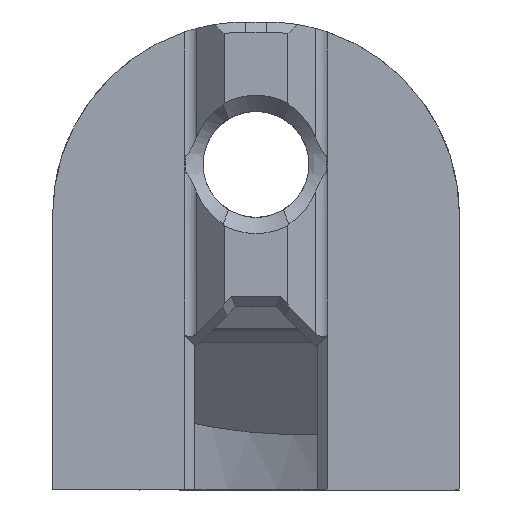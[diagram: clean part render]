
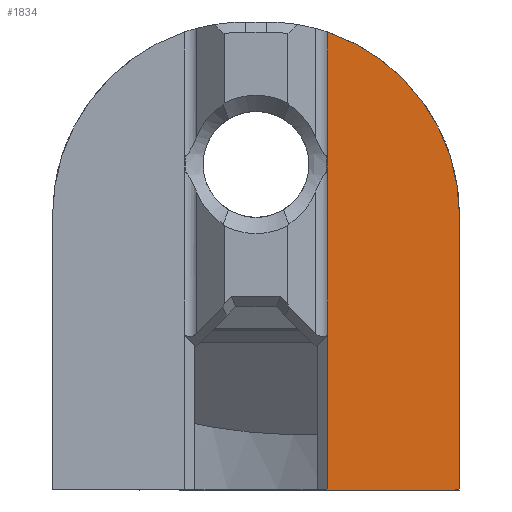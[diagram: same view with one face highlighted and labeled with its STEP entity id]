
A CAD part, left-side view. The second image highlights one B-rep face of the part: STEP entity #1834.
In plain terms, the highlighted planar face has unit normal (-1, 0, 0).
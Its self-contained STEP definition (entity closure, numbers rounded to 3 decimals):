
#178=PLANE('',#1991);
#242=FACE_OUTER_BOUND('',#353,.T.);
#353=EDGE_LOOP('',(#1445,#1446,#1447,#1448,#1449,#1450,#1451));
#450=LINE('',#2714,#580);
#452=LINE('',#2740,#582);
#456=LINE('',#2748,#586);
#457=LINE('',#2775,#587);
#504=LINE('',#3152,#634);
#505=LINE('',#3153,#635);
#580=VECTOR('',#2149,10.);
#582=VECTOR('',#2155,10.);
#586=VECTOR('',#2161,10.);
#587=VECTOR('',#2164,10.);
#634=VECTOR('',#2309,10.);
#635=VECTOR('',#2310,10.);
#699=CIRCLE('',#1989,9.5);
#794=VERTEX_POINT('',#2682);
#796=VERTEX_POINT('',#2695);
#797=VERTEX_POINT('',#2716);
#800=VERTEX_POINT('',#2738);
#803=VERTEX_POINT('',#2746);
#861=VERTEX_POINT('',#3128);
#867=VERTEX_POINT('',#3151);
#981=EDGE_CURVE('',#796,#794,#450,.T.);
#985=EDGE_CURVE('',#800,#797,#452,.T.);
#989=EDGE_CURVE('',#803,#800,#456,.T.);
#991=EDGE_CURVE('',#797,#796,#457,.T.);
#1074=EDGE_CURVE('',#794,#861,#699,.T.);
#1081=EDGE_CURVE('',#867,#803,#504,.T.);
#1082=EDGE_CURVE('',#867,#861,#505,.T.);
#1445=ORIENTED_EDGE('',*,*,#989,.F.);
#1446=ORIENTED_EDGE('',*,*,#1081,.F.);
#1447=ORIENTED_EDGE('',*,*,#1082,.T.);
#1448=ORIENTED_EDGE('',*,*,#1074,.F.);
#1449=ORIENTED_EDGE('',*,*,#981,.F.);
#1450=ORIENTED_EDGE('',*,*,#991,.F.);
#1451=ORIENTED_EDGE('',*,*,#985,.F.);
#1834=ADVANCED_FACE('',(#242),#178,.T.);
#1989=AXIS2_PLACEMENT_3D('',#3129,#2301,#2302);
#1991=AXIS2_PLACEMENT_3D('',#3150,#2307,#2308);
#2149=DIRECTION('',(0.,0.,1.));
#2155=DIRECTION('',(0.,0.,1.));
#2161=DIRECTION('',(0.,0.,1.));
#2164=DIRECTION('',(0.,0.,1.));
#2301=DIRECTION('center_axis',(1.,0.,0.));
#2302=DIRECTION('ref_axis',(0.,-0.707,0.707));
#2307=DIRECTION('center_axis',(-1.,0.,0.));
#2308=DIRECTION('ref_axis',(0.,-1.,0.));
#2309=DIRECTION('',(0.,1.,0.));
#2310=DIRECTION('',(0.,0.,1.));
#2682=CARTESIAN_POINT('',(10.,267.,674.014));
#2695=CARTESIAN_POINT('',(10.,267.,667.932));
#2714=CARTESIAN_POINT('',(10.,267.,652.5));
#2716=CARTESIAN_POINT('',(10.,267.,667.068));
#2738=CARTESIAN_POINT('',(10.,267.,659.107));
#2740=CARTESIAN_POINT('',(10.,267.,652.5));
#2746=CARTESIAN_POINT('',(10.,267.,651.5));
#2748=CARTESIAN_POINT('',(10.,267.,652.5));
#2775=CARTESIAN_POINT('',(10.,267.,652.5));
#3128=CARTESIAN_POINT('',(10.,260.5,665.));
#3129=CARTESIAN_POINT('Origin',(10.,270.,665.));
#3150=CARTESIAN_POINT('Origin',(10.,267.5,653.5));
#3151=CARTESIAN_POINT('',(10.,260.5,651.5));
#3152=CARTESIAN_POINT('',(10.,280.5,651.5));
#3153=CARTESIAN_POINT('',(10.,260.5,653.5));
